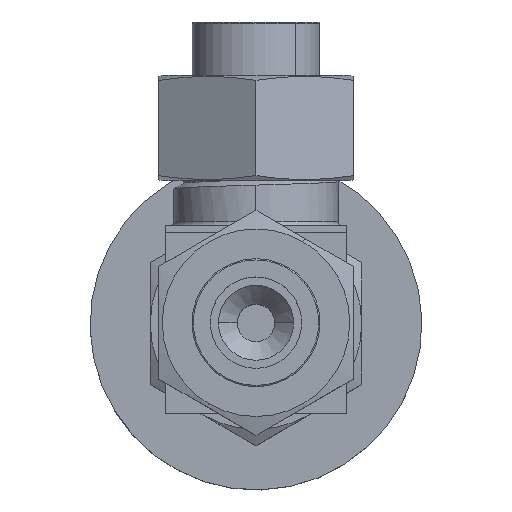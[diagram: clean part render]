
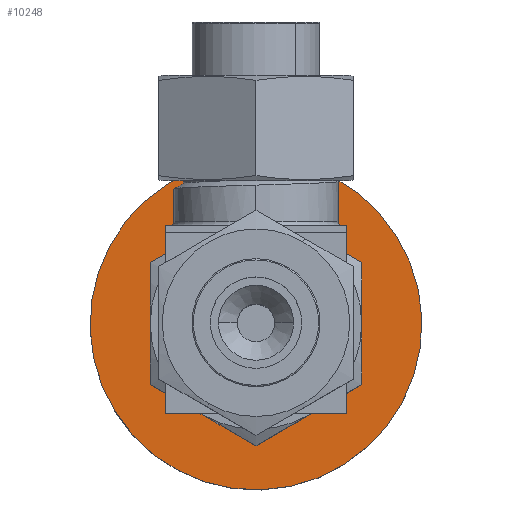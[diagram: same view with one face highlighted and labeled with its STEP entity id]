
A CAD part, top view. The second image highlights one B-rep face of the part: STEP entity #10248.
In plain terms, the highlighted planar face has unit normal (0, 0, 1).
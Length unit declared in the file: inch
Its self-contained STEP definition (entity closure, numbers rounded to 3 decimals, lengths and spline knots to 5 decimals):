
#439 = FACE_OUTER_BOUND ( 'NONE', #11985, .T. ) ;
#649 = CARTESIAN_POINT ( 'NONE',  ( 0.61944, 0.70271, 0.37819 ) ) ;
#1833 = AXIS2_PLACEMENT_3D ( 'NONE', #5423, #17091, #7113 ) ;
#1910 = CARTESIAN_POINT ( 'NONE',  ( 0.58279, 1.76708, 0.37819 ) ) ;
#2409 = DIRECTION ( 'NONE',  ( 0., 0., 1. ) ) ;
#2823 = AXIS2_PLACEMENT_3D ( 'NONE', #12429, #2409, #14114 ) ;
#3317 = CARTESIAN_POINT ( 'NONE',  ( 0.60653, 1.07749, 0.37819 ) ) ;
#3993 = EDGE_CURVE ( 'Defeatured_1_1+Defeatured_1_6+Defeatured_1_6+Defeatured_1_6', #15930, #12435, #11955, .T. ) ;
#4438 = CARTESIAN_POINT ( 'NONE',  ( 0.60653, 1.07749, 0.37819 ) ) ;
#5079 = PLANE ( 'NONE',  #12329 ) ;
#5217 = VERTEX_POINT ( 'NONE', #12980 ) ;
#5423 = CARTESIAN_POINT ( 'NONE',  ( 0.60653, 1.07749, 0.37819 ) ) ;
#5962 = CARTESIAN_POINT ( 'NONE',  ( 0.60653, 1.07749, 0.37819 ) ) ;
#6133 = DIRECTION ( 'NONE',  ( 0.034, -0.999, 0. ) ) ;
#6766 = DIRECTION ( 'NONE',  ( 0.034, -0.999, 0. ) ) ;
#7023 = ORIENTED_EDGE ( 'NONE', *, *, #17020, .F. ) ;
#7113 = DIRECTION ( 'NONE',  ( 0.034, -0.999, 0. ) ) ;
#7267 = ORIENTED_EDGE ( 'NONE', *, *, #3993, .F. ) ;
#7357 = CIRCLE ( 'NONE', #2823, 0.69 ) ;
#7627 = DIRECTION ( 'NONE',  ( 0.034, -0.999, 0. ) ) ;
#8258 = AXIS2_PLACEMENT_3D ( 'NONE', #5962, #17610, #7627 ) ;
#8355 = VERTEX_POINT ( 'NONE', #1910 ) ;
#8571 = CARTESIAN_POINT ( 'NONE',  ( 0.59363, 1.45227, 0.37819 ) ) ;
#9461 = AXIS2_PLACEMENT_3D ( 'NONE', #4438, #16118, #6133 ) ;
#10248 = ADVANCED_FACE ( 'Defeatured_1_6', ( #12728, #439 ), #5079, .T. ) ;
#11955 = CIRCLE ( 'NONE', #9461, 0.375 ) ;
#11985 = EDGE_LOOP ( 'NONE', ( #13894, #19235 ) ) ;
#12329 = AXIS2_PLACEMENT_3D ( 'NONE', #3317, #16758, #6766 ) ;
#12429 = CARTESIAN_POINT ( 'NONE',  ( 0.60653, 1.07749, 0.37819 ) ) ;
#12435 = VERTEX_POINT ( 'NONE', #8571 ) ;
#12684 = EDGE_CURVE ( 'Defeatured_1_6+Defeatured_1_4+Defeatured_1_4+Defeatured_1_4', #8355, #5217, #7357, .T. ) ;
#12728 = FACE_BOUND ( 'NONE', #19088, .T. ) ;
#12980 = CARTESIAN_POINT ( 'NONE',  ( 0.63028, 0.3879, 0.37819 ) ) ;
#13894 = ORIENTED_EDGE ( 'NONE', *, *, #12684, .T. ) ;
#14114 = DIRECTION ( 'NONE',  ( 0.034, -0.999, 0. ) ) ;
#14446 = CIRCLE ( 'NONE', #8258, 0.69 ) ;
#15930 = VERTEX_POINT ( 'NONE', #649 ) ;
#16118 = DIRECTION ( 'NONE',  ( 0., 0., 1. ) ) ;
#16758 = DIRECTION ( 'NONE',  ( 0., 0., 1. ) ) ;
#17020 = EDGE_CURVE ( 'Defeatured_1_1+Defeatured_1_6+Defeatured_1_6+Defeatured_1_6', #12435, #15930, #21310, .T. ) ;
#17091 = DIRECTION ( 'NONE',  ( 0., 0., 1. ) ) ;
#17610 = DIRECTION ( 'NONE',  ( 0., 0., 1. ) ) ;
#18692 = EDGE_CURVE ( 'Defeatured_1_6+Defeatured_1_4+Defeatured_1_4+Defeatured_1_4', #5217, #8355, #14446, .T. ) ;
#19088 = EDGE_LOOP ( 'NONE', ( #7267, #7023 ) ) ;
#19235 = ORIENTED_EDGE ( 'NONE', *, *, #18692, .T. ) ;
#21310 = CIRCLE ( 'NONE', #1833, 0.375 ) ;
